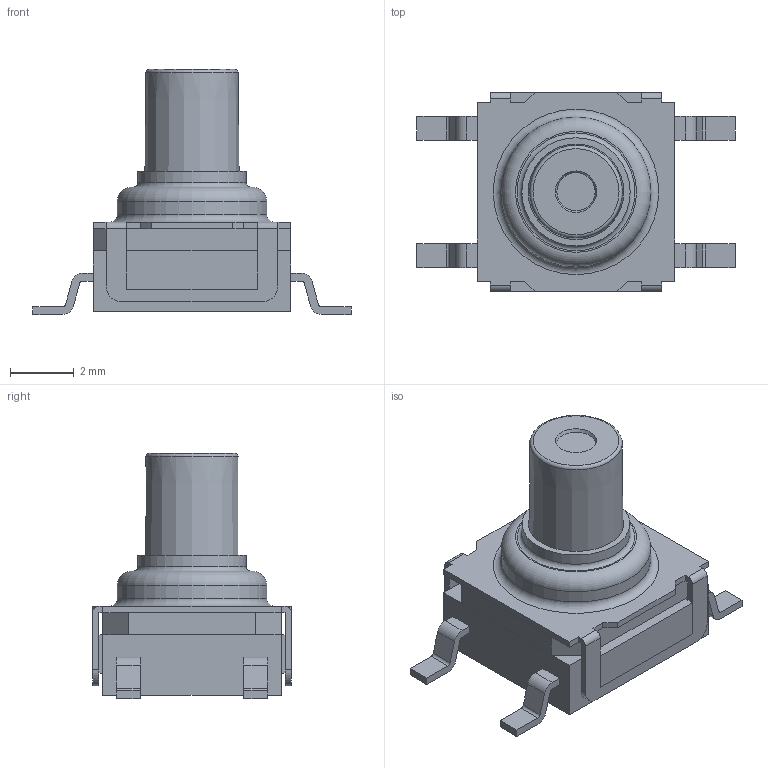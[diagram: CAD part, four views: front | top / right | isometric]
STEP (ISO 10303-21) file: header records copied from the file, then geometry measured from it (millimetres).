
FILE_DESCRIPTION(/* description */ ('model of SW_Push_1P1T_NO_CK_KSC6xxG'),/* implementation_level */ '2;1');
FILE_NAME(/* name */ 'SW_Push_1P1T_NO_CK_KSC6xxG.step',/* time_stamp */ '1970-01-01T00:00:00',/* author */ ('KiCAD','kicad'),/* organization */ ('OCCT'),/* preprocessor_version */ '',/* originating_system */ 'KiCAD',/* authorisation */ '');
FILE_SCHEMA(('AUTOMOTIVE_DESIGN { 1 0 10303 214 1 1 1 1 }'));
Length unit declared in the file: millimetre
Products named in the file (1): SW_Push_1P1T_NO_CK_KSC6xxG
Bounding box: 10 x 6.25 x 7.7 mm (x, y, z)
Volume: 148.2 mm3; surface area: 268.7 mm2
Topology: 1 solids, 1 shells, 138 faces, 373 edges, 238 vertices
Faces by surface type: plane 105, cylinder 27, torus 4, cone 2
Full cylindrical faces by diameter (mm): 3 x1, 3.4 x1, 4.7 x1
Entity records: 2907 total; most frequent: ORIENTED_EDGE 590, EDGE_CURVE 373, CARTESIAN_POINT 349, LINE 265, VERTEX_POINT 238, AXIS2_PLACEMENT_3D 174, FACE_BOUND 147, EDGE_LOOP 147
